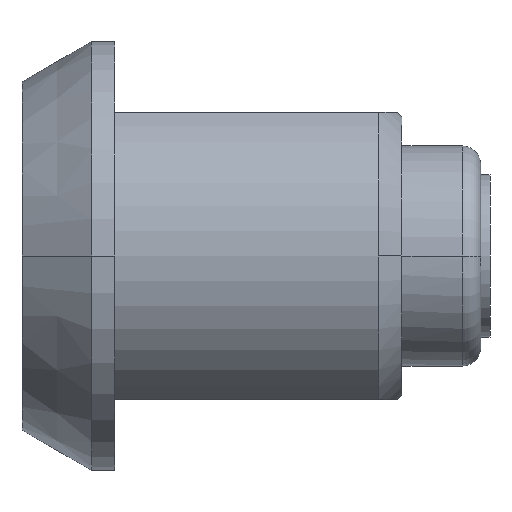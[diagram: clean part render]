
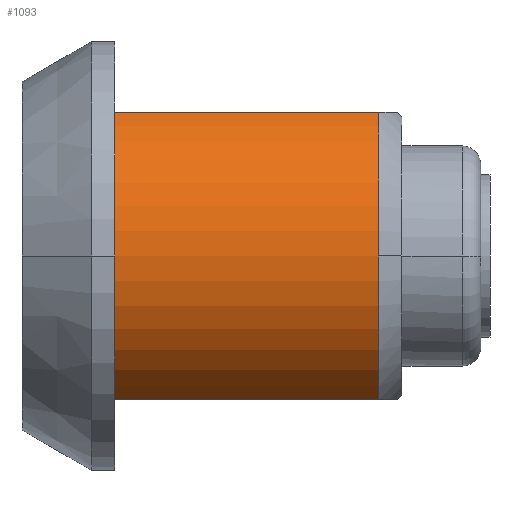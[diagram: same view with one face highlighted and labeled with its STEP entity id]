
A CAD part, front view. The second image highlights one B-rep face of the part: STEP entity #1093.
In plain terms, the highlighted cylindrical face has radius 7 mm (diameter 14 mm), a partial arc.
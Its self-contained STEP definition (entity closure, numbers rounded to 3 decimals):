
#160=CARTESIAN_POINT('',(0.,-3.25,6.2));
#185=CARTESIAN_POINT('',(0.,0.,0.));
#186=DIRECTION('',(-1.,0.,0.));
#187=DIRECTION('',(0.,-1.,0.));
#188=AXIS2_PLACEMENT_3D('',#185,#186,#187);
#222=CARTESIAN_POINT('',(-11.4,0.,0.));
#223=DIRECTION('',(1.,0.,0.));
#224=DIRECTION('',(0.,-0.464,0.886));
#225=AXIS2_PLACEMENT_3D('',#222,#223,#224);
#227=CARTESIAN_POINT('',(-11.4,0.,0.));
#228=DIRECTION('',(1.,0.,0.));
#229=DIRECTION('',(0.,-1.,0.));
#230=AXIS2_PLACEMENT_3D('',#227,#228,#229);
#432=DIRECTION('',(-1.,0.,0.));
#433=VECTOR('',#432,11.4);
#434=CARTESIAN_POINT('',(0.,-3.25,-6.2));
#435=LINE('',#434,#433);
#436=DIRECTION('',(1.,0.,0.));
#437=VECTOR('',#436,11.4);
#438=CARTESIAN_POINT('',(-11.4,-3.25,6.2));
#439=LINE('',#438,#437);
#456=CARTESIAN_POINT('',(0.,0.,0.));
#457=DIRECTION('',(-1.,0.,0.));
#458=DIRECTION('',(0.,-0.464,-0.886));
#459=AXIS2_PLACEMENT_3D('',#456,#457,#458);
#510=VERTEX_POINT('',#160);
#515=CARTESIAN_POINT('',(0.,-7.,0.));
#516=VERTEX_POINT('',#515);
#519=CARTESIAN_POINT('',(-11.4,-3.25,6.2));
#520=VERTEX_POINT('',#519);
#527=CARTESIAN_POINT('',(0.,-3.25,-6.2));
#528=VERTEX_POINT('',#527);
#529=CARTESIAN_POINT('',(-11.4,-3.25,-6.2));
#530=VERTEX_POINT('',#529);
#531=CARTESIAN_POINT('',(-11.4,-7.,0.));
#532=VERTEX_POINT('',#531);
#1078=CARTESIAN_POINT('',(-16.39,0.,0.));
#1079=DIRECTION('',(1.,0.,0.));
#1080=DIRECTION('',(0.,-1.,0.));
#1081=AXIS2_PLACEMENT_3D('',#1078,#1079,#1080);
#1082=CYLINDRICAL_SURFACE('',#1081,7.);
#1083=ORIENTED_EDGE('',*,*,#743,.F.);
#1085=ORIENTED_EDGE('',*,*,#1084,.F.);
#1087=ORIENTED_EDGE('',*,*,#1086,.T.);
#1088=ORIENTED_EDGE('',*,*,#798,.F.);
#1089=ORIENTED_EDGE('',*,*,#796,.F.);
#1090=ORIENTED_EDGE('',*,*,#757,.T.);
#1091=EDGE_LOOP('',(#1083,#1085,#1087,#1088,#1089,#1090));
#1092=FACE_OUTER_BOUND('',#1091,.F.);
#189=CIRCLE('',#188,7.);
#226=CIRCLE('',#225,7.);
#231=CIRCLE('',#230,7.);
#460=CIRCLE('',#459,7.);
#743=EDGE_CURVE('',#516,#510,#189,.T.);
#757=EDGE_CURVE('',#520,#510,#439,.T.);
#796=EDGE_CURVE('',#520,#532,#226,.T.);
#798=EDGE_CURVE('',#532,#530,#231,.T.);
#1084=EDGE_CURVE('',#528,#516,#460,.T.);
#1086=EDGE_CURVE('',#528,#530,#435,.T.);
#1093=ADVANCED_FACE('',(#1092),#1082,.T.);
